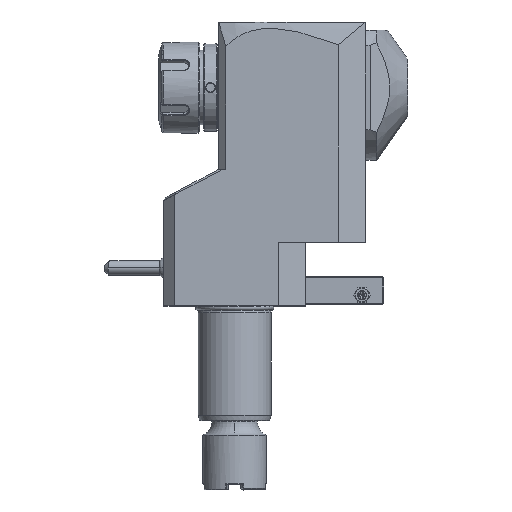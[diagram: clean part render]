
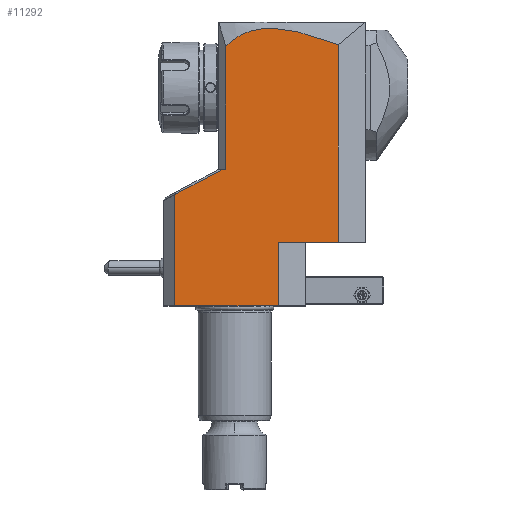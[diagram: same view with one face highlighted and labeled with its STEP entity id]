
A CAD part, top view. The second image highlights one B-rep face of the part: STEP entity #11292.
In plain terms, the highlighted planar face has unit normal (0, 0, 1).
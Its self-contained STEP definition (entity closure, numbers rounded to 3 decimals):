
#56=DIRECTION('',(1.,0.,0.));
#57=VECTOR('',#56,1.978);
#58=CARTESIAN_POINT('',(-6.778,75.,37.5));
#59=LINE('',#58,#57);
#80=DIRECTION('',(0.,-1.,0.));
#81=VECTOR('',#80,108.515);
#82=CARTESIAN_POINT('',(57.,143.515,37.5));
#83=LINE('',#82,#81);
#84=DIRECTION('',(0.883,0.469,0.));
#85=VECTOR('',#84,0.179);
#86=CARTESIAN_POINT('',(-33.,61.058,37.5));
#87=LINE('',#86,#85);
#88=DIRECTION('',(-0.883,-0.469,0.));
#89=VECTOR('',#88,29.519);
#90=CARTESIAN_POINT('',(-6.778,75.,37.5));
#91=LINE('',#90,#89);
#92=DIRECTION('',(0.,-1.,0.));
#93=VECTOR('',#92,67.483);
#94=CARTESIAN_POINT('',(-4.8,142.483,37.5));
#95=LINE('',#94,#93);
#96=CARTESIAN_POINT('',(57.,143.515,37.5));
#97=CARTESIAN_POINT('',(55.772,143.998,37.5));
#98=CARTESIAN_POINT('',(53.382,144.912,37.5));
#99=CARTESIAN_POINT('',(50.001,146.135,37.5));
#100=CARTESIAN_POINT('',(46.821,147.217,37.5));
#101=CARTESIAN_POINT('',(43.835,148.166,37.5));
#102=CARTESIAN_POINT('',(41.042,148.989,37.5));
#103=CARTESIAN_POINT('',(38.439,149.696,37.5));
#104=CARTESIAN_POINT('',(36.017,150.295,37.5));
#105=CARTESIAN_POINT('',(33.759,150.799,37.5));
#106=CARTESIAN_POINT('',(31.647,151.219,37.5));
#107=CARTESIAN_POINT('',(29.662,151.565,37.5));
#108=CARTESIAN_POINT('',(27.794,151.843,37.5));
#109=CARTESIAN_POINT('',(26.032,152.06,37.5));
#110=CARTESIAN_POINT('',(24.364,152.222,37.5));
#111=CARTESIAN_POINT('',(22.78,152.335,37.5));
#112=CARTESIAN_POINT('',(21.277,152.401,37.5));
#113=CARTESIAN_POINT('',(19.849,152.425,37.5));
#114=CARTESIAN_POINT('',(18.489,152.41,37.5));
#115=CARTESIAN_POINT('',(17.189,152.36,37.5));
#116=CARTESIAN_POINT('',(15.947,152.276,37.5));
#117=CARTESIAN_POINT('',(14.756,152.161,37.5));
#118=CARTESIAN_POINT('',(13.613,152.016,37.5));
#119=CARTESIAN_POINT('',(12.514,151.844,37.5));
#120=CARTESIAN_POINT('',(11.455,151.646,37.5));
#121=CARTESIAN_POINT('',(10.434,151.422,37.5));
#122=CARTESIAN_POINT('',(9.446,151.173,37.5));
#123=CARTESIAN_POINT('',(8.49,150.901,37.5));
#124=CARTESIAN_POINT('',(7.563,150.606,37.5));
#125=CARTESIAN_POINT('',(6.662,150.287,37.5));
#126=CARTESIAN_POINT('',(5.785,149.946,37.5));
#127=CARTESIAN_POINT('',(4.932,149.582,37.5));
#128=CARTESIAN_POINT('',(4.098,149.195,37.5));
#129=CARTESIAN_POINT('',(3.284,148.785,37.5));
#130=CARTESIAN_POINT('',(2.487,148.351,37.5));
#131=CARTESIAN_POINT('',(1.706,147.892,37.5));
#132=CARTESIAN_POINT('',(0.94,147.409,37.5));
#133=CARTESIAN_POINT('',(0.187,146.899,37.5));
#134=CARTESIAN_POINT('',(-0.554,146.362,37.5));
#135=CARTESIAN_POINT('',(-1.283,145.797,37.5));
#136=CARTESIAN_POINT('',(-2.003,145.202,37.5));
#137=CARTESIAN_POINT('',(-2.714,144.576,37.5));
#138=CARTESIAN_POINT('',(-3.417,143.917,37.5));
#139=CARTESIAN_POINT('',(-4.112,143.222,37.5));
#140=CARTESIAN_POINT('',(-4.572,142.733,37.5));
#141=CARTESIAN_POINT('',(-4.8,142.483,37.5));
#319=DIRECTION('',(1.,0.,0.));
#320=VECTOR('',#319,33.);
#321=CARTESIAN_POINT('',(24.,35.,37.5));
#322=LINE('',#321,#320);
#363=DIRECTION('',(-1.,0.,0.));
#364=VECTOR('',#363,57.);
#365=CARTESIAN_POINT('',(24.,0.,37.5));
#366=LINE('',#365,#364);
#445=DIRECTION('',(0.,-1.,0.));
#446=VECTOR('',#445,61.058);
#447=CARTESIAN_POINT('',(-33.,61.058,37.5));
#448=LINE('',#447,#446);
#1054=DIRECTION('',(0.,1.,0.));
#1055=VECTOR('',#1054,35.);
#1056=CARTESIAN_POINT('',(24.,0.,37.5));
#1057=LINE('',#1056,#1055);
#10568=CARTESIAN_POINT('',(-6.778,75.,37.5));
#10569=VERTEX_POINT('',#10568);
#10582=CARTESIAN_POINT('',(24.,35.,37.5));
#10583=VERTEX_POINT('',#10582);
#10612=VERTEX_POINT('',#96);
#10613=VERTEX_POINT('',#141);
#10638=CARTESIAN_POINT('',(-4.8,75.,37.5));
#10639=VERTEX_POINT('',#10638);
#10939=CARTESIAN_POINT('',(57.,35.,37.5));
#10940=VERTEX_POINT('',#10939);
#10945=CARTESIAN_POINT('',(-33.,61.058,37.5));
#10947=VERTEX_POINT('',#10945);
#10957=CARTESIAN_POINT('',(24.,0.,37.5));
#10958=VERTEX_POINT('',#10957);
#10959=CARTESIAN_POINT('',(-33.,0.,37.5));
#10960=VERTEX_POINT('',#10959);
#11014=CARTESIAN_POINT('',(-32.842,61.142,37.5));
#11016=VERTEX_POINT('',#11014);
#11267=CARTESIAN_POINT('',(-39.202,35.,37.5));
#11268=DIRECTION('',(0.,0.,1.));
#11269=DIRECTION('',(1.,0.,0.));
#11270=AXIS2_PLACEMENT_3D('',#11267,#11268,#11269);
#11271=PLANE('',#11270);
#11273=ORIENTED_EDGE('',*,*,#11272,.T.);
#11275=ORIENTED_EDGE('',*,*,#11274,.F.);
#11277=ORIENTED_EDGE('',*,*,#11276,.F.);
#11279=ORIENTED_EDGE('',*,*,#11278,.T.);
#11281=ORIENTED_EDGE('',*,*,#11280,.F.);
#11283=ORIENTED_EDGE('',*,*,#11282,.T.);
#11285=ORIENTED_EDGE('',*,*,#11284,.F.);
#11286=ORIENTED_EDGE('',*,*,#11251,.T.);
#11287=ORIENTED_EDGE('',*,*,#11240,.F.);
#11289=ORIENTED_EDGE('',*,*,#11288,.F.);
#11290=EDGE_LOOP('',(#11273,#11275,#11277,#11279,#11281,#11283,#11285,#11286,
#11287,#11289));
#11291=FACE_OUTER_BOUND('',#11290,.F.);
#142=B_SPLINE_CURVE_WITH_KNOTS('',3,(#96,#97,#98,#99,#100,#101,#102,#103,#104,
#105,#106,#107,#108,#109,#110,#111,#112,#113,#114,#115,#116,#117,#118,#119,#120,
#121,#122,#123,#124,#125,#126,#127,#128,#129,#130,#131,#132,#133,#134,#135,#136,
#137,#138,#139,#140,#141),.UNSPECIFIED.,.F.,.F.,(4,1,1,1,1,1,1,1,1,1,1,1,1,1,1,
1,1,1,1,1,1,1,1,1,1,1,1,1,1,1,1,1,1,1,1,1,1,1,1,1,1,1,1,4),(0.,
0.023,0.047,0.07,0.093,
0.116,0.14,0.163,0.186,
0.209,0.233,0.256,0.279,
0.302,0.326,0.349,0.372,
0.395,0.419,0.442,0.465,
0.488,0.512,0.535,0.558,
0.581,0.605,0.628,0.651,
0.674,0.698,0.721,0.744,
0.767,0.791,0.814,0.837,
0.86,0.884,0.907,0.93,
0.953,0.977,1.),.UNSPECIFIED.);
#11240=EDGE_CURVE('',#10613,#10639,#95,.T.);
#11251=EDGE_CURVE('',#10569,#10639,#59,.T.);
#11272=EDGE_CURVE('',#10612,#10940,#83,.T.);
#11274=EDGE_CURVE('',#10583,#10940,#322,.T.);
#11276=EDGE_CURVE('',#10958,#10583,#1057,.T.);
#11278=EDGE_CURVE('',#10958,#10960,#366,.T.);
#11280=EDGE_CURVE('',#10947,#10960,#448,.T.);
#11282=EDGE_CURVE('',#10947,#11016,#87,.T.);
#11284=EDGE_CURVE('',#10569,#11016,#91,.T.);
#11288=EDGE_CURVE('',#10612,#10613,#142,.T.);
#11292=ADVANCED_FACE('',(#11291),#11271,.T.);
